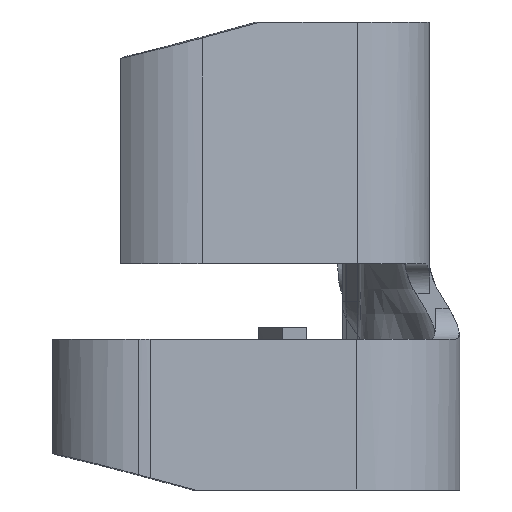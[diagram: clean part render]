
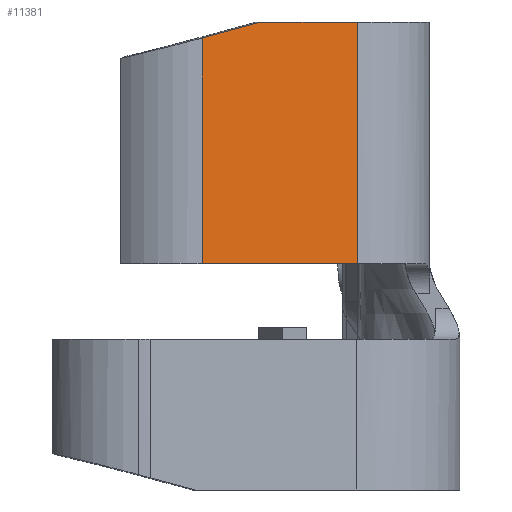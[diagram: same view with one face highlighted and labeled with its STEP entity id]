
A CAD part, left-side view. The second image highlights one B-rep face of the part: STEP entity #11381.
In plain terms, the highlighted planar face has unit normal (-0.986, -0.167, 0).
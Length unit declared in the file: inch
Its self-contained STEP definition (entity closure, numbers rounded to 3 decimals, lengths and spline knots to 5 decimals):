
#417 = DIRECTION ( 'NONE',  ( 0., 0., 1. ) ) ;
#567 = CARTESIAN_POINT ( 'NONE',  ( -0.58913, 0.12058, -0.005 ) ) ;
#709 = CARTESIAN_POINT ( 'NONE',  ( -0.59762, 0.17059, 0.13088 ) ) ;
#736 = EDGE_CURVE ( 'NONE', #4833, #13401, #871, .T. ) ;
#772 = DIRECTION ( 'NONE',  ( 0.167, -0.986, 0. ) ) ;
#871 = LINE ( 'NONE', #2866, #9137 ) ;
#1575 = LINE ( 'NONE', #12298, #7364 ) ;
#1619 = LINE ( 'NONE', #709, #7020 ) ;
#2047 = ORIENTED_EDGE ( 'NONE', *, *, #8503, .F. ) ;
#2866 = CARTESIAN_POINT ( 'NONE',  ( -0.57169, 0.01788, -0.005 ) ) ;
#3041 = CARTESIAN_POINT ( 'NONE',  ( -0.57169, 0.01788, -0.005 ) ) ;
#4028 = VECTOR ( 'NONE', #9692, 39.37008 ) ;
#4049 = EDGE_CURVE ( 'NONE', #4833, #11940, #6876, .T. ) ;
#4650 = LINE ( 'NONE', #10516, #12985 ) ;
#4833 = VERTEX_POINT ( 'NONE', #567 ) ;
#5231 = DIRECTION ( 'NONE',  ( -0.986, -0.167, 0. ) ) ;
#6311 = EDGE_CURVE ( 'NONE', #13401, #12327, #1575, .T. ) ;
#6876 = LINE ( 'NONE', #8614, #4028 ) ;
#6896 = ORIENTED_EDGE ( 'NONE', *, *, #6311, .T. ) ;
#6961 = ORIENTED_EDGE ( 'NONE', *, *, #4049, .F. ) ;
#7020 = VECTOR ( 'NONE', #9362, 39.37008 ) ;
#7364 = VECTOR ( 'NONE', #417, 39.37008 ) ;
#8471 = CARTESIAN_POINT ( 'NONE',  ( -0.58255, 0.08186, 0.155 ) ) ;
#8503 = EDGE_CURVE ( 'NONE', #11940, #11773, #1619, .T. ) ;
#8614 = CARTESIAN_POINT ( 'NONE',  ( -0.58913, 0.12058, -0.005 ) ) ;
#9137 = VECTOR ( 'NONE', #772, 39.37008 ) ;
#9159 = ORIENTED_EDGE ( 'NONE', *, *, #736, .T. ) ;
#9362 = DIRECTION ( 'NONE',  ( 0.162, -0.952, 0.259 ) ) ;
#9692 = DIRECTION ( 'NONE',  ( 0., 0., 1. ) ) ;
#9777 = AXIS2_PLACEMENT_3D ( 'NONE', #11748, #5231, #12836 ) ;
#10068 = EDGE_CURVE ( 'NONE', #11773, #12327, #4650, .T. ) ;
#10339 = EDGE_LOOP ( 'NONE', ( #2047, #6961, #9159, #6896, #13611 ) ) ;
#10516 = CARTESIAN_POINT ( 'NONE',  ( -0.57169, 0.01788, 0.155 ) ) ;
#10565 = DIRECTION ( 'NONE',  ( 0.167, -0.986, 0. ) ) ;
#10661 = PLANE ( 'NONE',  #9777 ) ;
#11029 = CARTESIAN_POINT ( 'NONE',  ( -0.58913, 0.12058, 0.14448 ) ) ;
#11381 = ADVANCED_FACE ( 'NONE', ( #12065 ), #10661, .T. ) ;
#11748 = CARTESIAN_POINT ( 'NONE',  ( -0.57169, 0.01788, -0.005 ) ) ;
#11773 = VERTEX_POINT ( 'NONE', #8471 ) ;
#11940 = VERTEX_POINT ( 'NONE', #11029 ) ;
#12065 = FACE_OUTER_BOUND ( 'NONE', #10339, .T. ) ;
#12298 = CARTESIAN_POINT ( 'NONE',  ( -0.57169, 0.01788, -0.005 ) ) ;
#12327 = VERTEX_POINT ( 'NONE', #12806 ) ;
#12806 = CARTESIAN_POINT ( 'NONE',  ( -0.57169, 0.01788, 0.155 ) ) ;
#12836 = DIRECTION ( 'NONE',  ( 0.167, -0.986, 0. ) ) ;
#12985 = VECTOR ( 'NONE', #10565, 39.37008 ) ;
#13401 = VERTEX_POINT ( 'NONE', #3041 ) ;
#13611 = ORIENTED_EDGE ( 'NONE', *, *, #10068, .F. ) ;
